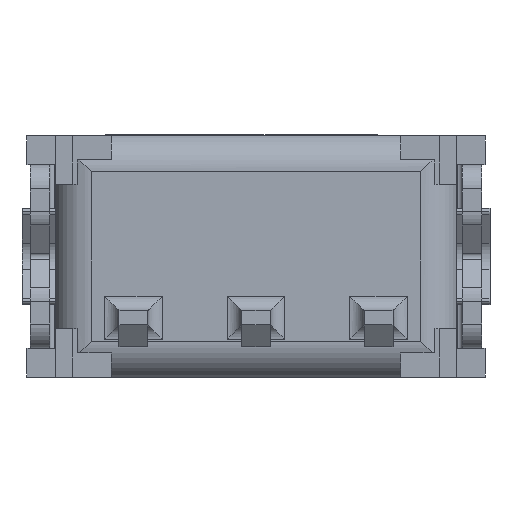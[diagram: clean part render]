
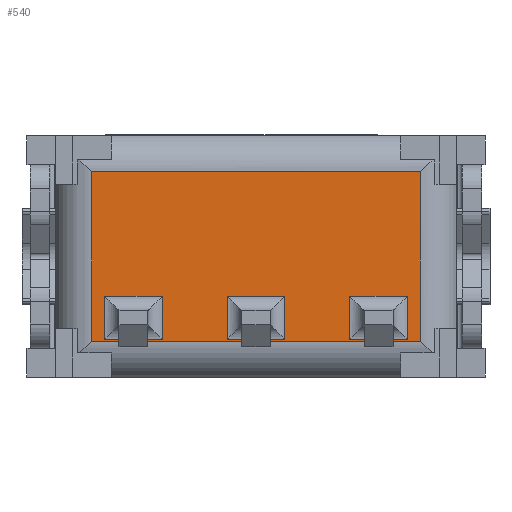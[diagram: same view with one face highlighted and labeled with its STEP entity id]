
A CAD part, front view. The second image highlights one B-rep face of the part: STEP entity #540.
In plain terms, the highlighted planar face has unit normal (0, -1, 0).
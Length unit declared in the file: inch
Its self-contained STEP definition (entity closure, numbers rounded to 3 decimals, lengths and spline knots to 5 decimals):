
#211=CARTESIAN_POINT('',(0.02362,0.0,-0.06772));
#212=VERTEX_POINT('',#211);
#220=CARTESIAN_POINT('',(0.02362,0.0,-0.03228));
#221=VERTEX_POINT('',#220);
#222=CARTESIAN_POINT('',(0.02362,0.0,-0.06772));
#223=DIRECTION('',(0.0,0.0,1.0));
#224=VECTOR('',#223,0.03543);
#225=LINE('',#222,#224);
#226=EDGE_CURVE('',#212,#221,#225,.T.);
#252=CARTESIAN_POINT('',(-0.02362,0.0,-0.03228));
#253=VERTEX_POINT('',#252);
#254=CARTESIAN_POINT('',(0.02362,0.0,-0.03228));
#255=DIRECTION('',(-1.0,0.0,0.0));
#256=VECTOR('',#255,0.04724);
#257=LINE('',#254,#256);
#258=EDGE_CURVE('',#221,#253,#257,.T.);
#283=CARTESIAN_POINT('',(-0.02362,0.0,-0.06772));
#284=VERTEX_POINT('',#283);
#292=CARTESIAN_POINT('',(-0.02362,0.0,-0.06772));
#293=DIRECTION('',(1.0,0.0,0.0));
#294=VECTOR('',#293,0.04724);
#295=LINE('',#292,#294);
#296=EDGE_CURVE('',#284,#212,#295,.T.);
#314=CARTESIAN_POINT('',(-0.02362,0.0,-0.03228));
#315=DIRECTION('',(0.0,0.0,-1.0));
#316=VECTOR('',#315,0.03543);
#317=LINE('',#314,#316);
#318=EDGE_CURVE('',#253,#284,#317,.T.);
#427=CARTESIAN_POINT('',(0.14761,0.0,0.07615));
#428=DIRECTION('',(0.0,-1.0,0.0));
#429=DIRECTION('',(0.0,0.0,-1.0));
#430=AXIS2_PLACEMENT_3D('',#427,#428,#429);
#431=PLANE('',#430);
#432=CARTESIAN_POINT('',(-0.13419,0.0,0.06923));
#433=VERTEX_POINT('',#432);
#434=CARTESIAN_POINT('',(0.13419,0.0,0.06923));
#435=VERTEX_POINT('',#434);
#436=CARTESIAN_POINT('',(-0.13419,0.0,0.06923));
#437=DIRECTION('',(1.0,0.0,0.0));
#438=VECTOR('',#437,0.26838);
#439=LINE('',#436,#438);
#440=EDGE_CURVE('',#433,#435,#439,.T.);
#441=ORIENTED_EDGE('',*,*,#440,.F.);
#442=CARTESIAN_POINT('',(-0.13419,0.0,-0.06923));
#443=VERTEX_POINT('',#442);
#444=CARTESIAN_POINT('',(-0.13419,0.0,-0.06923));
#445=DIRECTION('',(0.0,0.0,1.0));
#446=VECTOR('',#445,0.13846);
#447=LINE('',#444,#446);
#448=EDGE_CURVE('',#443,#433,#447,.T.);
#449=ORIENTED_EDGE('',*,*,#448,.F.);
#450=CARTESIAN_POINT('',(0.13419,0.0,-0.06923));
#451=VERTEX_POINT('',#450);
#452=CARTESIAN_POINT('',(0.13419,0.0,-0.06923));
#453=DIRECTION('',(-1.0,0.0,0.0));
#454=VECTOR('',#453,0.26838);
#455=LINE('',#452,#454);
#456=EDGE_CURVE('',#451,#443,#455,.T.);
#457=ORIENTED_EDGE('',*,*,#456,.F.);
#458=CARTESIAN_POINT('',(0.13419,0.0,0.06923));
#459=DIRECTION('',(0.0,0.0,-1.0));
#460=VECTOR('',#459,0.13846);
#461=LINE('',#458,#460);
#462=EDGE_CURVE('',#435,#451,#461,.T.);
#463=ORIENTED_EDGE('',*,*,#462,.F.);
#464=EDGE_LOOP('',(#441,#449,#457,#463));
#465=FACE_OUTER_BOUND('',#464,.T.);
#466=CARTESIAN_POINT('',(-0.07638,0.0,-0.06772));
#467=VERTEX_POINT('',#466);
#468=CARTESIAN_POINT('',(-0.07638,0.0,-0.03228));
#469=VERTEX_POINT('',#468);
#470=CARTESIAN_POINT('',(-0.07638,0.0,-0.06772));
#471=DIRECTION('',(0.0,0.0,1.0));
#472=VECTOR('',#471,0.03543);
#473=LINE('',#470,#472);
#474=EDGE_CURVE('',#467,#469,#473,.T.);
#475=ORIENTED_EDGE('',*,*,#474,.F.);
#476=CARTESIAN_POINT('',(-0.12362,0.0,-0.06772));
#477=VERTEX_POINT('',#476);
#478=CARTESIAN_POINT('',(-0.12362,0.0,-0.06772));
#479=DIRECTION('',(1.0,0.0,0.0));
#480=VECTOR('',#479,0.04724);
#481=LINE('',#478,#480);
#482=EDGE_CURVE('',#477,#467,#481,.T.);
#483=ORIENTED_EDGE('',*,*,#482,.F.);
#484=CARTESIAN_POINT('',(-0.12362,0.0,-0.03228));
#485=VERTEX_POINT('',#484);
#486=CARTESIAN_POINT('',(-0.12362,0.0,-0.03228));
#487=DIRECTION('',(0.0,0.0,-1.0));
#488=VECTOR('',#487,0.03543);
#489=LINE('',#486,#488);
#490=EDGE_CURVE('',#485,#477,#489,.T.);
#491=ORIENTED_EDGE('',*,*,#490,.F.);
#492=CARTESIAN_POINT('',(-0.07638,0.0,-0.03228));
#493=DIRECTION('',(-1.0,0.0,0.0));
#494=VECTOR('',#493,0.04724);
#495=LINE('',#492,#494);
#496=EDGE_CURVE('',#469,#485,#495,.T.);
#497=ORIENTED_EDGE('',*,*,#496,.F.);
#498=EDGE_LOOP('',(#475,#483,#491,#497));
#499=FACE_BOUND('',#498,.T.);
#500=CARTESIAN_POINT('',(0.12362,0.0,-0.03228));
#501=VERTEX_POINT('',#500);
#502=CARTESIAN_POINT('',(0.07638,0.0,-0.03228));
#503=VERTEX_POINT('',#502);
#504=CARTESIAN_POINT('',(0.12362,0.0,-0.03228));
#505=DIRECTION('',(-1.0,0.0,0.0));
#506=VECTOR('',#505,0.04724);
#507=LINE('',#504,#506);
#508=EDGE_CURVE('',#501,#503,#507,.T.);
#509=ORIENTED_EDGE('',*,*,#508,.F.);
#510=CARTESIAN_POINT('',(0.12362,0.0,-0.06772));
#511=VERTEX_POINT('',#510);
#512=CARTESIAN_POINT('',(0.12362,0.0,-0.06772));
#513=DIRECTION('',(0.0,0.0,1.0));
#514=VECTOR('',#513,0.03543);
#515=LINE('',#512,#514);
#516=EDGE_CURVE('',#511,#501,#515,.T.);
#517=ORIENTED_EDGE('',*,*,#516,.F.);
#518=CARTESIAN_POINT('',(0.07638,0.0,-0.06772));
#519=VERTEX_POINT('',#518);
#520=CARTESIAN_POINT('',(0.07638,0.0,-0.06772));
#521=DIRECTION('',(1.0,0.0,0.0));
#522=VECTOR('',#521,0.04724);
#523=LINE('',#520,#522);
#524=EDGE_CURVE('',#519,#511,#523,.T.);
#525=ORIENTED_EDGE('',*,*,#524,.F.);
#526=CARTESIAN_POINT('',(0.07638,0.0,-0.03228));
#527=DIRECTION('',(0.0,0.0,-1.0));
#528=VECTOR('',#527,0.03543);
#529=LINE('',#526,#528);
#530=EDGE_CURVE('',#503,#519,#529,.T.);
#531=ORIENTED_EDGE('',*,*,#530,.F.);
#532=EDGE_LOOP('',(#509,#517,#525,#531));
#533=FACE_BOUND('',#532,.T.);
#534=ORIENTED_EDGE('',*,*,#226,.F.);
#535=ORIENTED_EDGE('',*,*,#296,.F.);
#536=ORIENTED_EDGE('',*,*,#318,.F.);
#537=ORIENTED_EDGE('',*,*,#258,.F.);
#538=EDGE_LOOP('',(#534,#535,#536,#537));
#539=FACE_BOUND('',#538,.T.);
#540=ADVANCED_FACE('',(#465,#499,#533,#539),#431,.T.);
